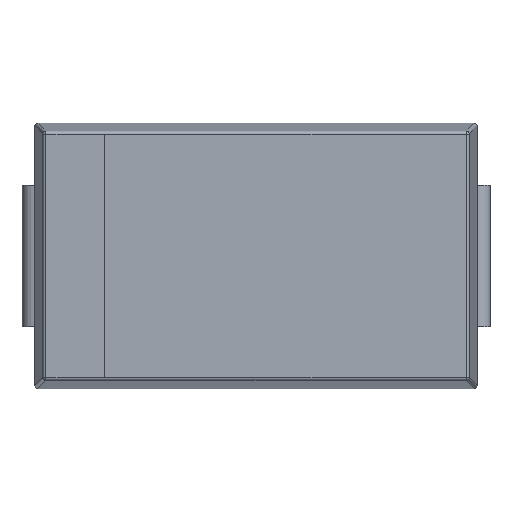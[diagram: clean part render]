
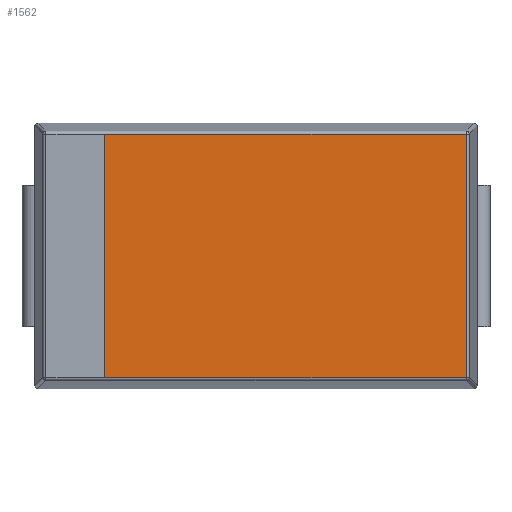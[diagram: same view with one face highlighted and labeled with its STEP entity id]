
A CAD part, top view. The second image highlights one B-rep face of the part: STEP entity #1562.
In plain terms, the highlighted planar face has unit normal (0, 0, 1).
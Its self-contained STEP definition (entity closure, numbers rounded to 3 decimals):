
#244=FACE_OUTER_BOUND('',#349,.T.);
#349=EDGE_LOOP('',(#1323,#1324,#1325,#1326));
#386=LINE('',#2285,#525);
#472=LINE('',#3426,#611);
#476=LINE('',#3440,#615);
#478=LINE('',#3449,#617);
#525=VECTOR('',#1807,10.);
#611=VECTOR('',#2107,1.);
#615=VECTOR('',#2125,1.);
#617=VECTOR('',#2141,1.);
#655=VERTEX_POINT('',#2265);
#660=VERTEX_POINT('',#2279);
#744=VERTEX_POINT('',#3424);
#747=VERTEX_POINT('',#3439);
#782=EDGE_CURVE('',#655,#660,#386,.T.);
#932=EDGE_CURVE('',#660,#744,#472,.T.);
#939=EDGE_CURVE('',#655,#747,#476,.T.);
#944=EDGE_CURVE('',#744,#747,#478,.T.);
#1323=ORIENTED_EDGE('',*,*,#782,.T.);
#1324=ORIENTED_EDGE('',*,*,#932,.T.);
#1325=ORIENTED_EDGE('',*,*,#944,.T.);
#1326=ORIENTED_EDGE('',*,*,#939,.F.);
#1465=PLANE('',#1741);
#1562=ADVANCED_FACE('',(#244),#1465,.T.);
#1741=AXIS2_PLACEMENT_3D('',#3448,#2139,#2140);
#1807=DIRECTION('',(0.,-1.,0.));
#2107=DIRECTION('',(1.,0.,0.));
#2125=DIRECTION('',(1.,0.,0.));
#2139=DIRECTION('center_axis',(0.,0.,1.));
#2140=DIRECTION('ref_axis',(1.,0.,0.));
#2141=DIRECTION('',(0.,1.,0.));
#2265=CARTESIAN_POINT('',(1.184,4.316,2.85));
#2279=CARTESIAN_POINT('',(1.184,0.184,2.85));
#2285=CARTESIAN_POINT('',(1.184,2.158,2.85));
#3424=CARTESIAN_POINT('',(7.316,0.184,2.85));
#3426=CARTESIAN_POINT('',(0.139,0.184,2.85));
#3439=CARTESIAN_POINT('',(7.316,4.316,2.85));
#3440=CARTESIAN_POINT('',(0.139,4.316,2.85));
#3448=CARTESIAN_POINT('Origin',(0.,0.,2.85));
#3449=CARTESIAN_POINT('',(7.316,0.139,2.85));
